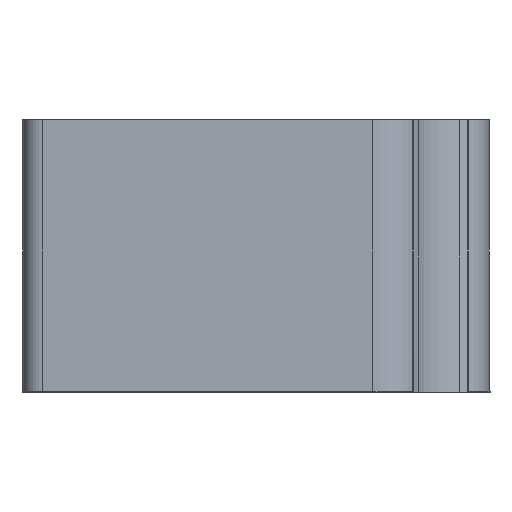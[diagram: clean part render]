
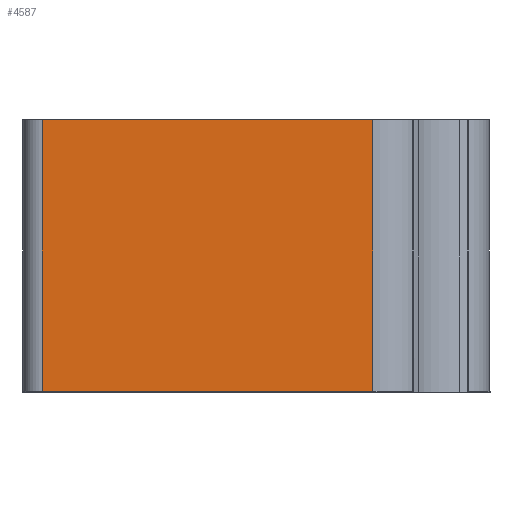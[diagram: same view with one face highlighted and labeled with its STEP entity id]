
A CAD part, left-side view. The second image highlights one B-rep face of the part: STEP entity #4587.
In plain terms, the highlighted face is planar.
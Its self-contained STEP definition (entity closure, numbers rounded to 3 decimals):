
#291=PLANE('',#4867);
#573=LINE('',#6917,#914);
#618=LINE('',#7062,#959);
#621=LINE('',#7070,#962);
#633=LINE('',#7094,#974);
#914=VECTOR('',#5561,1000.);
#959=VECTOR('',#5710,1000.);
#962=VECTOR('',#5719,1000.);
#974=VECTOR('',#5747,1000.);
#1877=ORIENTED_EDGE('',*,*,#2271,.F.);
#1878=ORIENTED_EDGE('',*,*,#2360,.T.);
#1879=ORIENTED_EDGE('',*,*,#2344,.T.);
#1880=ORIENTED_EDGE('',*,*,#2348,.F.);
#2271=EDGE_CURVE('',#2616,#2617,#573,.T.);
#2344=EDGE_CURVE('',#2665,#2664,#618,.T.);
#2348=EDGE_CURVE('',#2617,#2664,#621,.T.);
#2360=EDGE_CURVE('',#2616,#2665,#633,.T.);
#2616=VERTEX_POINT('',#6916);
#2617=VERTEX_POINT('',#6918);
#2664=VERTEX_POINT('',#7061);
#2665=VERTEX_POINT('',#7063);
#2898=EDGE_LOOP('',(#1877,#1878,#1879,#1880));
#3108=FACE_BOUND('',#2898,.T.);
#4587=ADVANCED_FACE('',(#3108),#291,.F.);
#4867=AXIS2_PLACEMENT_3D('',#7093,#5745,#5746);
#5561=DIRECTION('',(-1.,0.,0.));
#5710=DIRECTION('',(-1.,0.,0.));
#5719=DIRECTION('',(0.,0.,-1.));
#5745=DIRECTION('',(0.,-1.,0.));
#5746=DIRECTION('',(0.,0.,-1.));
#5747=DIRECTION('',(0.,0.,-1.));
#6916=CARTESIAN_POINT('',(2.2,2.4,2.8));
#6917=CARTESIAN_POINT('',(2.4,2.4,2.8));
#6918=CARTESIAN_POINT('',(-1.2,2.4,2.8));
#7061=CARTESIAN_POINT('',(-1.2,2.4,0.));
#7062=CARTESIAN_POINT('',(2.4,2.4,0.));
#7063=CARTESIAN_POINT('',(2.2,2.4,0.));
#7070=CARTESIAN_POINT('',(-1.2,2.4,2.8));
#7093=CARTESIAN_POINT('',(2.4,2.4,2.8));
#7094=CARTESIAN_POINT('',(2.2,2.4,2.8));
